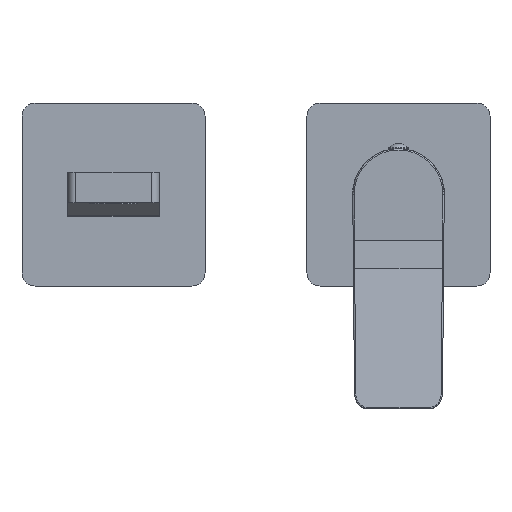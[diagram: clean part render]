
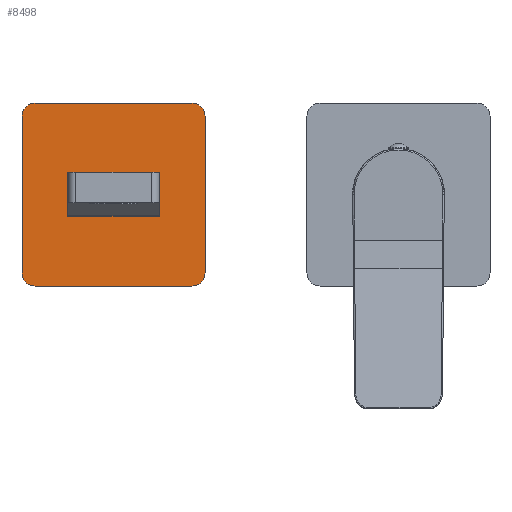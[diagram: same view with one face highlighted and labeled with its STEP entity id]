
A CAD part, top view. The second image highlights one B-rep face of the part: STEP entity #8498.
In plain terms, the highlighted planar face has unit normal (0, 0, 1).
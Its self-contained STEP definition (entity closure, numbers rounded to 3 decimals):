
#8049=CARTESIAN_POINT('',(-79.,30.,52.));
#8050=DIRECTION('',(0.,0.,1.));
#8051=DIRECTION('',(1.,0.,0.));
#8052=AXIS2_PLACEMENT_3D('',#8049,#8050,#8051);
#8054=DIRECTION('',(0.,1.,0.));
#8055=VECTOR('',#8054,60.);
#8056=CARTESIAN_POINT('',(-74.,-30.,52.));
#8057=LINE('',#8056,#8055);
#8058=CARTESIAN_POINT('',(-79.,-30.,52.));
#8059=DIRECTION('',(0.,0.,1.));
#8060=DIRECTION('',(0.,-1.,0.));
#8061=AXIS2_PLACEMENT_3D('',#8058,#8059,#8060);
#8063=DIRECTION('',(1.,0.,0.));
#8064=VECTOR('',#8063,60.);
#8065=CARTESIAN_POINT('',(-139.,-35.,52.));
#8066=LINE('',#8065,#8064);
#8067=CARTESIAN_POINT('',(-139.,-30.,52.));
#8068=DIRECTION('',(0.,0.,1.));
#8069=DIRECTION('',(-1.,0.,0.));
#8070=AXIS2_PLACEMENT_3D('',#8067,#8068,#8069);
#8072=DIRECTION('',(0.,-1.,0.));
#8073=VECTOR('',#8072,60.);
#8074=CARTESIAN_POINT('',(-144.,30.,52.));
#8075=LINE('',#8074,#8073);
#8076=CARTESIAN_POINT('',(-139.,30.,52.));
#8077=DIRECTION('',(0.,0.,1.));
#8078=DIRECTION('',(0.,1.,0.));
#8079=AXIS2_PLACEMENT_3D('',#8076,#8077,#8078);
#8081=DIRECTION('',(-1.,0.,0.));
#8082=VECTOR('',#8081,60.);
#8083=CARTESIAN_POINT('',(-79.,35.,52.));
#8084=LINE('',#8083,#8082);
#8105=DIRECTION('',(1.,0.,0.));
#8106=VECTOR('',#8105,35.);
#8107=CARTESIAN_POINT('',(-126.5,-8.25,52.));
#8108=LINE('',#8107,#8106);
#8109=DIRECTION('',(0.,1.,0.));
#8110=VECTOR('',#8109,16.5);
#8111=CARTESIAN_POINT('',(-126.5,-8.25,52.));
#8112=LINE('',#8111,#8110);
#8125=DIRECTION('',(1.,0.,0.));
#8126=VECTOR('',#8125,35.);
#8127=CARTESIAN_POINT('',(-126.5,8.25,52.));
#8128=LINE('',#8127,#8126);
#8151=DIRECTION('',(0.,1.,0.));
#8152=VECTOR('',#8151,16.5);
#8153=CARTESIAN_POINT('',(-91.5,-8.25,52.));
#8154=LINE('',#8153,#8152);
#8249=CARTESIAN_POINT('',(-74.,30.,52.));
#8250=VERTEX_POINT('',#8249);
#8251=CARTESIAN_POINT('',(-79.,35.,52.));
#8252=VERTEX_POINT('',#8251);
#8257=CARTESIAN_POINT('',(-139.,35.,52.));
#8258=VERTEX_POINT('',#8257);
#8259=CARTESIAN_POINT('',(-144.,30.,52.));
#8260=VERTEX_POINT('',#8259);
#8265=CARTESIAN_POINT('',(-144.,-30.,52.));
#8266=VERTEX_POINT('',#8265);
#8267=CARTESIAN_POINT('',(-139.,-35.,52.));
#8268=VERTEX_POINT('',#8267);
#8273=CARTESIAN_POINT('',(-79.,-35.,52.));
#8274=VERTEX_POINT('',#8273);
#8275=CARTESIAN_POINT('',(-74.,-30.,52.));
#8276=VERTEX_POINT('',#8275);
#8277=CARTESIAN_POINT('',(-126.5,-8.25,52.));
#8278=CARTESIAN_POINT('',(-91.5,-8.25,52.));
#8279=VERTEX_POINT('',#8277);
#8280=VERTEX_POINT('',#8278);
#8281=CARTESIAN_POINT('',(-126.5,8.25,52.));
#8282=CARTESIAN_POINT('',(-91.5,8.25,52.));
#8283=VERTEX_POINT('',#8281);
#8284=VERTEX_POINT('',#8282);
#8472=CARTESIAN_POINT('',(-109.,0.,52.));
#8473=DIRECTION('',(0.,0.,1.));
#8474=DIRECTION('',(1.,0.,0.));
#8475=AXIS2_PLACEMENT_3D('',#8472,#8473,#8474);
#8476=PLANE('',#8475);
#8477=ORIENTED_EDGE('',*,*,#8375,.F.);
#8478=ORIENTED_EDGE('',*,*,#8398,.F.);
#8479=ORIENTED_EDGE('',*,*,#8418,.F.);
#8480=ORIENTED_EDGE('',*,*,#8438,.F.);
#8481=ORIENTED_EDGE('',*,*,#8459,.F.);
#8482=ORIENTED_EDGE('',*,*,#8300,.F.);
#8483=ORIENTED_EDGE('',*,*,#8325,.F.);
#8485=ORIENTED_EDGE('',*,*,#8484,.F.);
#8486=EDGE_LOOP('',(#8477,#8478,#8479,#8480,#8481,#8482,#8483,#8485));
#8487=FACE_OUTER_BOUND('',#8486,.F.);
#8489=ORIENTED_EDGE('',*,*,#8488,.T.);
#8491=ORIENTED_EDGE('',*,*,#8490,.T.);
#8493=ORIENTED_EDGE('',*,*,#8492,.F.);
#8495=ORIENTED_EDGE('',*,*,#8494,.F.);
#8496=EDGE_LOOP('',(#8489,#8491,#8493,#8495));
#8497=FACE_BOUND('',#8496,.F.);
#8498=ADVANCED_FACE('',(#8487,#8497),#8476,.T.);
#8053=CIRCLE('',#8052,5.);
#8062=CIRCLE('',#8061,5.);
#8071=CIRCLE('',#8070,5.);
#8080=CIRCLE('',#8079,5.);
#8300=EDGE_CURVE('',#8260,#8266,#8075,.T.);
#8325=EDGE_CURVE('',#8258,#8260,#8080,.T.);
#8375=EDGE_CURVE('',#8250,#8252,#8053,.T.);
#8398=EDGE_CURVE('',#8276,#8250,#8057,.T.);
#8418=EDGE_CURVE('',#8274,#8276,#8062,.T.);
#8438=EDGE_CURVE('',#8268,#8274,#8066,.T.);
#8459=EDGE_CURVE('',#8266,#8268,#8071,.T.);
#8484=EDGE_CURVE('',#8252,#8258,#8084,.T.);
#8488=EDGE_CURVE('',#8279,#8280,#8108,.T.);
#8490=EDGE_CURVE('',#8280,#8284,#8154,.T.);
#8492=EDGE_CURVE('',#8283,#8284,#8128,.T.);
#8494=EDGE_CURVE('',#8279,#8283,#8112,.T.);
